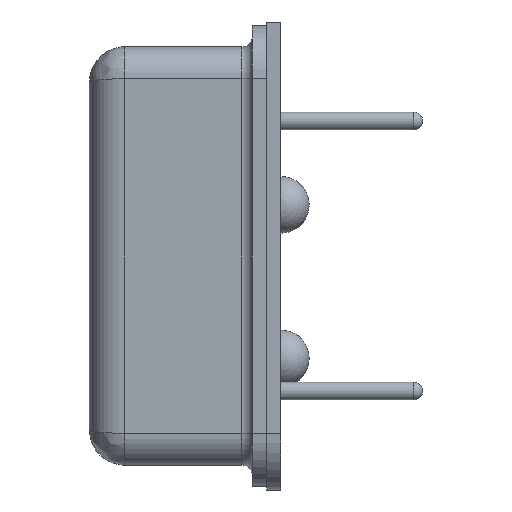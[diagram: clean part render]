
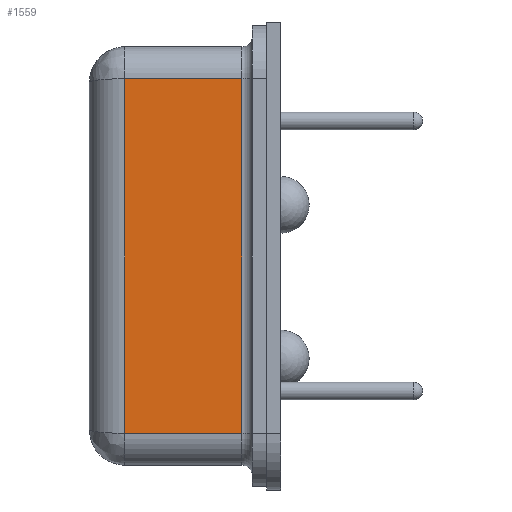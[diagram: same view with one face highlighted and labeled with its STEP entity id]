
A CAD part, left-side view. The second image highlights one B-rep face of the part: STEP entity #1559.
In plain terms, the highlighted planar face has unit normal (-1, 0, 0).
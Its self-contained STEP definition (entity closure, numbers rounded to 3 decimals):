
#19 = DIRECTION ( 'NONE',  ( 0., -1., 0. ) ) ;
#43 = CARTESIAN_POINT ( 'NONE',  ( -5.9, 27.488, 5. ) ) ;
#129 = PLANE ( 'NONE',  #1028 ) ;
#196 = DIRECTION ( 'NONE',  ( 0., -1., 0. ) ) ;
#404 = DIRECTION ( 'NONE',  ( 0., 0., 1. ) ) ;
#568 = CARTESIAN_POINT ( 'NONE',  ( -5.9, 1.1, 5. ) ) ;
#590 = DIRECTION ( 'NONE',  ( 0., 0., -1. ) ) ;
#623 = VECTOR ( 'NONE', #196, 1000. ) ;
#746 = EDGE_CURVE ( 'NONE', #1937, #1720, #1137, .T. ) ;
#823 = ORIENTED_EDGE ( 'NONE', *, *, #1705, .T. ) ;
#826 = EDGE_LOOP ( 'NONE', ( #1007, #823, #1122, #988 ) ) ;
#858 = DIRECTION ( 'NONE',  ( 0., 0., -1. ) ) ;
#887 = VERTEX_POINT ( 'NONE', #568 ) ;
#988 = ORIENTED_EDGE ( 'NONE', *, *, #1657, .T. ) ;
#1007 = ORIENTED_EDGE ( 'NONE', *, *, #746, .T. ) ;
#1028 = AXIS2_PLACEMENT_3D ( 'NONE', #1508, #1795, #590 ) ;
#1122 = ORIENTED_EDGE ( 'NONE', *, *, #1823, .F. ) ;
#1137 = LINE ( 'NONE', #1253, #1367 ) ;
#1159 = LINE ( 'NONE', #1183, #1200 ) ;
#1183 = CARTESIAN_POINT ( 'NONE',  ( -5.9, 4.4, -5. ) ) ;
#1200 = VECTOR ( 'NONE', #858, 1000. ) ;
#1241 = LINE ( 'NONE', #43, #623 ) ;
#1253 = CARTESIAN_POINT ( 'NONE',  ( -5.9, 27.488, -5. ) ) ;
#1290 = VERTEX_POINT ( 'NONE', #1396 ) ;
#1343 = CARTESIAN_POINT ( 'NONE',  ( -5.9, 1.1, -5. ) ) ;
#1361 = CARTESIAN_POINT ( 'NONE',  ( -5.9, 4.4, -5. ) ) ;
#1367 = VECTOR ( 'NONE', #19, 1000. ) ;
#1396 = CARTESIAN_POINT ( 'NONE',  ( -5.9, 4.4, 5. ) ) ;
#1508 = CARTESIAN_POINT ( 'NONE',  ( -5.9, 27.488, -5. ) ) ;
#1522 = VECTOR ( 'NONE', #404, 1000. ) ;
#1559 = ADVANCED_FACE ( 'NONE', ( #1750 ), #129, .F. ) ;
#1644 = CARTESIAN_POINT ( 'NONE',  ( -5.9, 1.1, -5. ) ) ;
#1657 = EDGE_CURVE ( 'NONE', #1290, #1937, #1159, .T. ) ;
#1705 = EDGE_CURVE ( 'NONE', #1720, #887, #1827, .T. ) ;
#1720 = VERTEX_POINT ( 'NONE', #1343 ) ;
#1750 = FACE_OUTER_BOUND ( 'NONE', #826, .T. ) ;
#1795 = DIRECTION ( 'NONE',  ( 1., 0., 0. ) ) ;
#1823 = EDGE_CURVE ( 'NONE', #1290, #887, #1241, .T. ) ;
#1827 = LINE ( 'NONE', #1644, #1522 ) ;
#1937 = VERTEX_POINT ( 'NONE', #1361 ) ;
